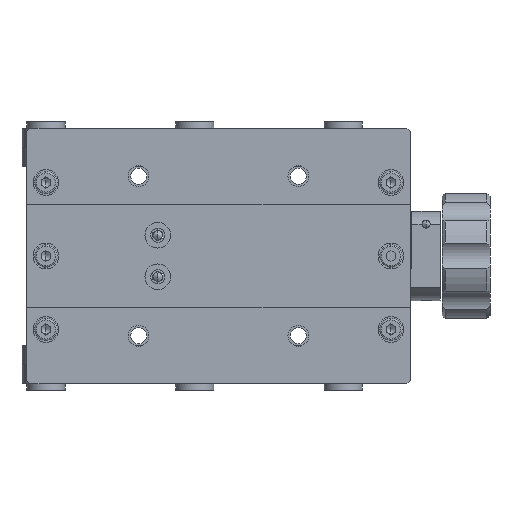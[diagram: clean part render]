
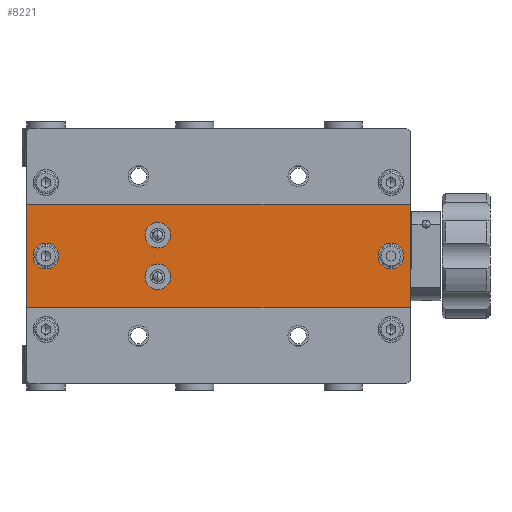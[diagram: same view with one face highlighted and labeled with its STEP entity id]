
A CAD part, front view. The second image highlights one B-rep face of the part: STEP entity #8221.
In plain terms, the highlighted planar face has unit normal (0, -1, 0).
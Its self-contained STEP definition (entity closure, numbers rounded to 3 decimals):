
#507 = DIRECTION ( 'NONE',  ( 0., -1., 0. ) ) ;
#556 = VECTOR ( 'NONE', #20215, 1000. ) ;
#655 = LINE ( 'NONE', #14123, #21751 ) ;
#842 = CARTESIAN_POINT ( 'NONE',  ( 60., 1., -16. ) ) ;
#1382 = CARTESIAN_POINT ( 'NONE',  ( -19., 1., 6.5 ) ) ;
#1749 = VERTEX_POINT ( 'NONE', #5636 ) ;
#1804 = CIRCLE ( 'NONE', #21893, 4. ) ;
#2128 = ORIENTED_EDGE ( 'NONE', *, *, #22423, .T. ) ;
#2143 = DIRECTION ( 'NONE',  ( 0., 0., -1. ) ) ;
#2288 = VECTOR ( 'NONE', #20752, 1000. ) ;
#2318 = DIRECTION ( 'NONE',  ( 0., 0., -1. ) ) ;
#2330 = EDGE_CURVE ( 'NONE', #4088, #7878, #4534, .T. ) ;
#2403 = EDGE_CURVE ( 'NONE', #4119, #1749, #655, .T. ) ;
#2689 = EDGE_LOOP ( 'NONE', ( #15380, #6165 ) ) ;
#2921 = VECTOR ( 'NONE', #14893, 1000. ) ;
#3107 = CIRCLE ( 'NONE', #5750, 4. ) ;
#3142 = CIRCLE ( 'NONE', #22813, 4. ) ;
#3266 = CARTESIAN_POINT ( 'NONE',  ( -19., 1., 6.5 ) ) ;
#3510 = EDGE_LOOP ( 'NONE', ( #17014, #12441 ) ) ;
#3586 = FACE_BOUND ( 'NONE', #11667, .T. ) ;
#3953 = AXIS2_PLACEMENT_3D ( 'NONE', #4159, #16410, #11136 ) ;
#3966 = VERTEX_POINT ( 'NONE', #21653 ) ;
#4088 = VERTEX_POINT ( 'NONE', #18559 ) ;
#4119 = VERTEX_POINT ( 'NONE', #7930 ) ;
#4140 = FACE_OUTER_BOUND ( 'NONE', #21573, .T. ) ;
#4159 = CARTESIAN_POINT ( 'NONE',  ( 54., 1., 0. ) ) ;
#4187 = EDGE_CURVE ( 'NONE', #4488, #9696, #20260, .T. ) ;
#4357 = AXIS2_PLACEMENT_3D ( 'NONE', #1382, #5008, #17581 ) ;
#4488 = VERTEX_POINT ( 'NONE', #6700 ) ;
#4534 = CIRCLE ( 'NONE', #4357, 4. ) ;
#4599 = DIRECTION ( 'NONE',  ( 0., -1., 0. ) ) ;
#4726 = CARTESIAN_POINT ( 'NONE',  ( 54., 1., 4. ) ) ;
#4760 = LINE ( 'NONE', #6552, #2288 ) ;
#5008 = DIRECTION ( 'NONE',  ( 0., -1., 0. ) ) ;
#5140 = LINE ( 'NONE', #16561, #2921 ) ;
#5187 = CARTESIAN_POINT ( 'NONE',  ( 54., 1., -4. ) ) ;
#5239 = FACE_BOUND ( 'NONE', #2689, .T. ) ;
#5304 = EDGE_LOOP ( 'NONE', ( #8853, #10532 ) ) ;
#5432 = CARTESIAN_POINT ( 'NONE',  ( -54., 1., 4. ) ) ;
#5636 = CARTESIAN_POINT ( 'NONE',  ( -60., 1., -16. ) ) ;
#5750 = AXIS2_PLACEMENT_3D ( 'NONE', #5996, #4599, #6294 ) ;
#5951 = EDGE_CURVE ( 'NONE', #7878, #4088, #12659, .T. ) ;
#5996 = CARTESIAN_POINT ( 'NONE',  ( 54., 1., 0. ) ) ;
#6165 = ORIENTED_EDGE ( 'NONE', *, *, #17066, .F. ) ;
#6294 = DIRECTION ( 'NONE',  ( 0., 0., -1. ) ) ;
#6552 = CARTESIAN_POINT ( 'NONE',  ( -60., 1., 16. ) ) ;
#6700 = CARTESIAN_POINT ( 'NONE',  ( -54., 1., -4. ) ) ;
#6851 = VERTEX_POINT ( 'NONE', #10065 ) ;
#7377 = DIRECTION ( 'NONE',  ( 0., 1., 0. ) ) ;
#7381 = AXIS2_PLACEMENT_3D ( 'NONE', #13555, #17136, #10218 ) ;
#7759 = ORIENTED_EDGE ( 'NONE', *, *, #18710, .T. ) ;
#7878 = VERTEX_POINT ( 'NONE', #11270 ) ;
#7930 = CARTESIAN_POINT ( 'NONE',  ( -60., 1., 16. ) ) ;
#8221 = ADVANCED_FACE ( 'NONE', ( #3586, #18867, #18011, #4140, #5239 ), #10533, .F. ) ;
#8292 = AXIS2_PLACEMENT_3D ( 'NONE', #3266, #22913, #12161 ) ;
#8853 = ORIENTED_EDGE ( 'NONE', *, *, #22821, .F. ) ;
#8910 = DIRECTION ( 'NONE',  ( 0., 0., 1. ) ) ;
#9257 = DIRECTION ( 'NONE',  ( 0., -1., 0. ) ) ;
#9283 = DIRECTION ( 'NONE',  ( 0., -1., 0. ) ) ;
#9679 = ORIENTED_EDGE ( 'NONE', *, *, #5951, .F. ) ;
#9696 = VERTEX_POINT ( 'NONE', #5432 ) ;
#10065 = CARTESIAN_POINT ( 'NONE',  ( -19., 1., -2.5 ) ) ;
#10218 = DIRECTION ( 'NONE',  ( 0., 0., -1. ) ) ;
#10532 = ORIENTED_EDGE ( 'NONE', *, *, #21248, .F. ) ;
#10533 = PLANE ( 'NONE',  #22021 ) ;
#10883 = CIRCLE ( 'NONE', #11265, 4. ) ;
#10969 = DIRECTION ( 'NONE',  ( 0., 0., -1. ) ) ;
#11136 = DIRECTION ( 'NONE',  ( 0., 0., -1. ) ) ;
#11265 = AXIS2_PLACEMENT_3D ( 'NONE', #21621, #9283, #2318 ) ;
#11270 = CARTESIAN_POINT ( 'NONE',  ( -19., 1., 2.5 ) ) ;
#11403 = VERTEX_POINT ( 'NONE', #14355 ) ;
#11667 = EDGE_LOOP ( 'NONE', ( #9679, #16976 ) ) ;
#12161 = DIRECTION ( 'NONE',  ( 0., 0., -1. ) ) ;
#12441 = ORIENTED_EDGE ( 'NONE', *, *, #16600, .F. ) ;
#12659 = CIRCLE ( 'NONE', #8292, 4. ) ;
#12735 = CARTESIAN_POINT ( 'NONE',  ( -19., 1., -6.5 ) ) ;
#12850 = CIRCLE ( 'NONE', #3953, 4. ) ;
#13555 = CARTESIAN_POINT ( 'NONE',  ( -54., 1., 0. ) ) ;
#14123 = CARTESIAN_POINT ( 'NONE',  ( -60., 1., -16. ) ) ;
#14355 = CARTESIAN_POINT ( 'NONE',  ( -19., 1., -10.5 ) ) ;
#14893 = DIRECTION ( 'NONE',  ( 1., 0., 0. ) ) ;
#14990 = EDGE_CURVE ( 'NONE', #11403, #6851, #1804, .T. ) ;
#15102 = EDGE_CURVE ( 'NONE', #1749, #3966, #5140, .T. ) ;
#15380 = ORIENTED_EDGE ( 'NONE', *, *, #4187, .F. ) ;
#15798 = LINE ( 'NONE', #842, #556 ) ;
#16158 = CARTESIAN_POINT ( 'NONE',  ( -19., 1., -6.5 ) ) ;
#16410 = DIRECTION ( 'NONE',  ( 0., -1., 0. ) ) ;
#16561 = CARTESIAN_POINT ( 'NONE',  ( -60., 1., -16. ) ) ;
#16596 = VERTEX_POINT ( 'NONE', #21839 ) ;
#16600 = EDGE_CURVE ( 'NONE', #6851, #11403, #3142, .T. ) ;
#16976 = ORIENTED_EDGE ( 'NONE', *, *, #2330, .F. ) ;
#17014 = ORIENTED_EDGE ( 'NONE', *, *, #14990, .F. ) ;
#17066 = EDGE_CURVE ( 'NONE', #9696, #4488, #10883, .T. ) ;
#17136 = DIRECTION ( 'NONE',  ( 0., -1., 0. ) ) ;
#17581 = DIRECTION ( 'NONE',  ( 0., 0., -1. ) ) ;
#18011 = FACE_BOUND ( 'NONE', #5304, .T. ) ;
#18559 = CARTESIAN_POINT ( 'NONE',  ( -19., 1., 10.5 ) ) ;
#18560 = VERTEX_POINT ( 'NONE', #5187 ) ;
#18710 = EDGE_CURVE ( 'NONE', #3966, #16596, #15798, .T. ) ;
#18867 = FACE_BOUND ( 'NONE', #3510, .T. ) ;
#19537 = CARTESIAN_POINT ( 'NONE',  ( 0., 1., 0. ) ) ;
#20215 = DIRECTION ( 'NONE',  ( 0., 0., 1. ) ) ;
#20260 = CIRCLE ( 'NONE', #7381, 4. ) ;
#20752 = DIRECTION ( 'NONE',  ( -1., 0., 0. ) ) ;
#21248 = EDGE_CURVE ( 'NONE', #21832, #18560, #12850, .T. ) ;
#21280 = DIRECTION ( 'NONE',  ( 0., 0., -1. ) ) ;
#21573 = EDGE_LOOP ( 'NONE', ( #7759, #2128, #22507, #22887 ) ) ;
#21621 = CARTESIAN_POINT ( 'NONE',  ( -54., 1., 0. ) ) ;
#21653 = CARTESIAN_POINT ( 'NONE',  ( 60., 1., -16. ) ) ;
#21751 = VECTOR ( 'NONE', #21280, 1000. ) ;
#21832 = VERTEX_POINT ( 'NONE', #4726 ) ;
#21839 = CARTESIAN_POINT ( 'NONE',  ( 60., 1., 16. ) ) ;
#21893 = AXIS2_PLACEMENT_3D ( 'NONE', #12735, #9257, #2143 ) ;
#22021 = AXIS2_PLACEMENT_3D ( 'NONE', #19537, #7377, #8910 ) ;
#22423 = EDGE_CURVE ( 'NONE', #16596, #4119, #4760, .T. ) ;
#22507 = ORIENTED_EDGE ( 'NONE', *, *, #2403, .T. ) ;
#22813 = AXIS2_PLACEMENT_3D ( 'NONE', #16158, #507, #10969 ) ;
#22821 = EDGE_CURVE ( 'NONE', #18560, #21832, #3107, .T. ) ;
#22887 = ORIENTED_EDGE ( 'NONE', *, *, #15102, .T. ) ;
#22913 = DIRECTION ( 'NONE',  ( 0., -1., 0. ) ) ;
